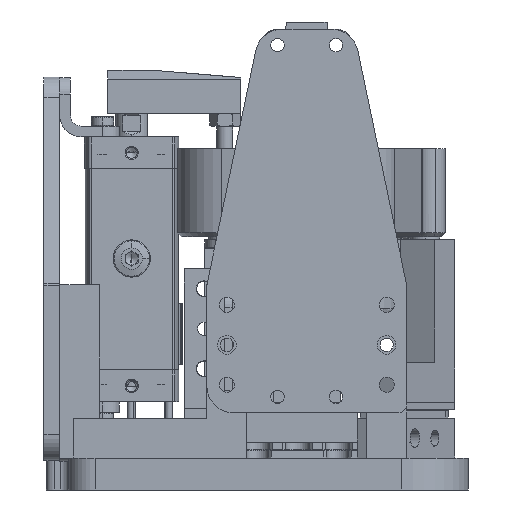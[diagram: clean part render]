
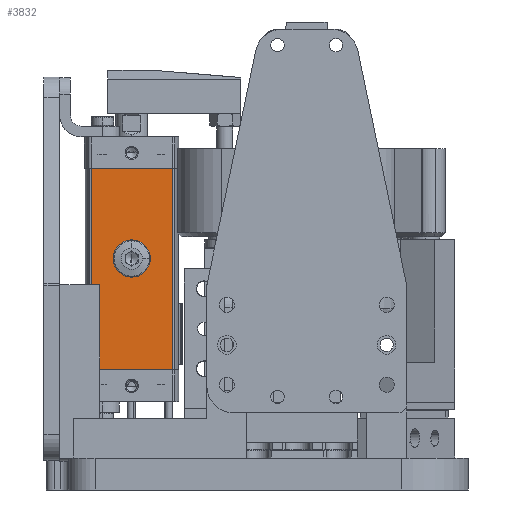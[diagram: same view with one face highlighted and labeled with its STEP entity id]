
A CAD part, left-side view. The second image highlights one B-rep face of the part: STEP entity #3832.
In plain terms, the highlighted face is planar.
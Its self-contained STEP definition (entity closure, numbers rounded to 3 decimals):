
#1190=FACE_BOUND('',#7642,.T.);
#1191=FACE_BOUND('',#7643,.T.);
#1702=PLANE('',#35662);
#3832=ADVANCED_FACE('535440 CLR-20-10-L-P-A---(0_2_0_0)---(ZR)',(#1190,
#1191),#1702,.F.);
#7642=EDGE_LOOP('',(#20297,#20298,#20299,#20300));
#7643=EDGE_LOOP('',(#20301,#20302));
#11701=LINE('',#54785,#14197);
#11723=LINE('',#54861,#14219);
#11724=LINE('',#54863,#14220);
#11725=LINE('',#54865,#14221);
#14197=VECTOR('',#42345,1.);
#14219=VECTOR('',#42425,1.);
#14220=VECTOR('',#42428,1.);
#14221=VECTOR('',#42429,1.);
#20297=ORIENTED_EDGE('',*,*,#30843,.T.);
#20298=ORIENTED_EDGE('',*,*,#30881,.F.);
#20299=ORIENTED_EDGE('',*,*,#30882,.F.);
#20300=ORIENTED_EDGE('',*,*,#30883,.T.);
#20301=ORIENTED_EDGE('',*,*,#30884,.F.);
#20302=ORIENTED_EDGE('',*,*,#30885,.F.);
#26861=VERTEX_POINT('',#54784);
#26862=VERTEX_POINT('',#54786);
#26886=VERTEX_POINT('',#54860);
#26887=VERTEX_POINT('',#54864);
#26888=VERTEX_POINT('',#54890);
#26889=VERTEX_POINT('',#54891);
#30843=EDGE_CURVE('LINE',#26862,#26861,#11701,.T.);
#30881=EDGE_CURVE('LINE',#26886,#26861,#11723,.T.);
#30882=EDGE_CURVE('LINE',#26887,#26886,#11724,.T.);
#30883=EDGE_CURVE('LINE',#26887,#26862,#11725,.T.);
#30884=EDGE_CURVE('',#26888,#26889,#33485,.T.);
#30885=EDGE_CURVE('',#26889,#26888,#33486,.T.);
#33485=B_SPLINE_CURVE_WITH_KNOTS('',5,(#54866,#54867,#54868,#54869,#54870,
#54871,#54872,#54873,#54874,#54875,#54876,#54877,#54878,#54879,#54880,#54881,
#54882,#54883,#54884,#54885,#54886,#54887,#54888,#54889),.UNSPECIFIED.,
 .F.,.F.,(6,3,3,3,3,3,3,6),(0.,0.156,0.312,0.468,
0.624,0.78,0.936,1.),.UNSPECIFIED.);
#33486=B_SPLINE_CURVE_WITH_KNOTS('',5,(#54892,#54893,#54894,#54895,#54896,
#54897,#54898,#54899,#54900,#54901,#54902,#54903,#54904,#54905,#54906,#54907,
#54908,#54909,#54910,#54911,#54912,#54913,#54914,#54915),.UNSPECIFIED.,
 .F.,.F.,(6,3,3,3,3,3,3,6),(0.,0.156,0.312,0.468,
0.624,0.78,0.936,1.),.UNSPECIFIED.);
#35662=AXIS2_PLACEMENT_3D('',#54916,#42430,#42431);
#42345=DIRECTION('',(0.,0.,-1.));
#42425=DIRECTION('',(0.,-1.,0.));
#42428=DIRECTION('',(0.,0.,-1.));
#42429=DIRECTION('',(0.,-1.,0.));
#42430=DIRECTION('',(-1.,0.,0.));
#42431=DIRECTION('',(0.,0.,-1.));
#54784=CARTESIAN_POINT('',(17.5,12.,-15.253));
#54785=CARTESIAN_POINT('',(17.5,12.,0.));
#54786=CARTESIAN_POINT('',(17.5,12.,15.253));
#54860=CARTESIAN_POINT('',(17.5,87.5,-15.253));
#54861=CARTESIAN_POINT('',(17.5,87.5,-15.253));
#54863=CARTESIAN_POINT('',(17.5,87.5,0.));
#54864=CARTESIAN_POINT('',(17.5,87.5,15.253));
#54865=CARTESIAN_POINT('',(17.5,49.75,15.253));
#54866=CARTESIAN_POINT('',(17.5,53.8,4.));
#54867=CARTESIAN_POINT('',(17.5,53.408,4.));
#54868=CARTESIAN_POINT('',(17.5,53.016,3.952));
#54869=CARTESIAN_POINT('',(17.5,52.632,3.856));
#54870=CARTESIAN_POINT('',(17.5,51.895,3.572));
#54871=CARTESIAN_POINT('',(17.5,51.249,3.118));
#54872=CARTESIAN_POINT('',(17.5,50.955,2.853));
#54873=CARTESIAN_POINT('',(17.5,50.439,2.256));
#54874=CARTESIAN_POINT('',(17.5,50.082,1.551));
#54875=CARTESIAN_POINT('',(17.5,49.947,1.179));
#54876=CARTESIAN_POINT('',(17.5,49.773,0.409));
#54877=CARTESIAN_POINT('',(17.5,49.789,-0.381));
#54878=CARTESIAN_POINT('',(17.5,49.846,-0.773));
#54879=CARTESIAN_POINT('',(17.5,50.054,-1.534));
#54880=CARTESIAN_POINT('',(17.5,50.44,-2.223));
#54881=CARTESIAN_POINT('',(17.5,50.675,-2.542));
#54882=CARTESIAN_POINT('',(17.5,51.217,-3.117));
#54883=CARTESIAN_POINT('',(17.5,51.881,-3.543));
#54884=CARTESIAN_POINT('',(17.5,52.238,-3.714));
#54885=CARTESIAN_POINT('',(17.5,52.767,-3.892));
#54886=CARTESIAN_POINT('',(17.5,53.315,-3.975));
#54887=CARTESIAN_POINT('',(17.5,53.477,-3.992));
#54888=CARTESIAN_POINT('',(17.5,53.638,-4.));
#54889=CARTESIAN_POINT('',(17.5,53.8,-4.));
#54890=CARTESIAN_POINT('',(17.5,53.8,4.));
#54891=CARTESIAN_POINT('',(17.5,53.8,-4.));
#54892=CARTESIAN_POINT('',(17.5,53.8,-4.));
#54893=CARTESIAN_POINT('',(17.5,54.192,-4.));
#54894=CARTESIAN_POINT('',(17.5,54.584,-3.952));
#54895=CARTESIAN_POINT('',(17.5,54.968,-3.856));
#54896=CARTESIAN_POINT('',(17.5,55.705,-3.572));
#54897=CARTESIAN_POINT('',(17.5,56.351,-3.118));
#54898=CARTESIAN_POINT('',(17.5,56.645,-2.853));
#54899=CARTESIAN_POINT('',(17.5,57.161,-2.256));
#54900=CARTESIAN_POINT('',(17.5,57.518,-1.551));
#54901=CARTESIAN_POINT('',(17.5,57.653,-1.179));
#54902=CARTESIAN_POINT('',(17.5,57.827,-0.409));
#54903=CARTESIAN_POINT('',(17.5,57.811,0.381));
#54904=CARTESIAN_POINT('',(17.5,57.754,0.773));
#54905=CARTESIAN_POINT('',(17.5,57.546,1.534));
#54906=CARTESIAN_POINT('',(17.5,57.16,2.223));
#54907=CARTESIAN_POINT('',(17.5,56.925,2.542));
#54908=CARTESIAN_POINT('',(17.5,56.383,3.117));
#54909=CARTESIAN_POINT('',(17.5,55.719,3.543));
#54910=CARTESIAN_POINT('',(17.5,55.362,3.714));
#54911=CARTESIAN_POINT('',(17.5,54.833,3.892));
#54912=CARTESIAN_POINT('',(17.5,54.285,3.975));
#54913=CARTESIAN_POINT('',(17.5,54.123,3.992));
#54914=CARTESIAN_POINT('',(17.5,53.962,4.));
#54915=CARTESIAN_POINT('',(17.5,53.8,4.));
#54916=CARTESIAN_POINT('',(17.5,87.5,15.253));
